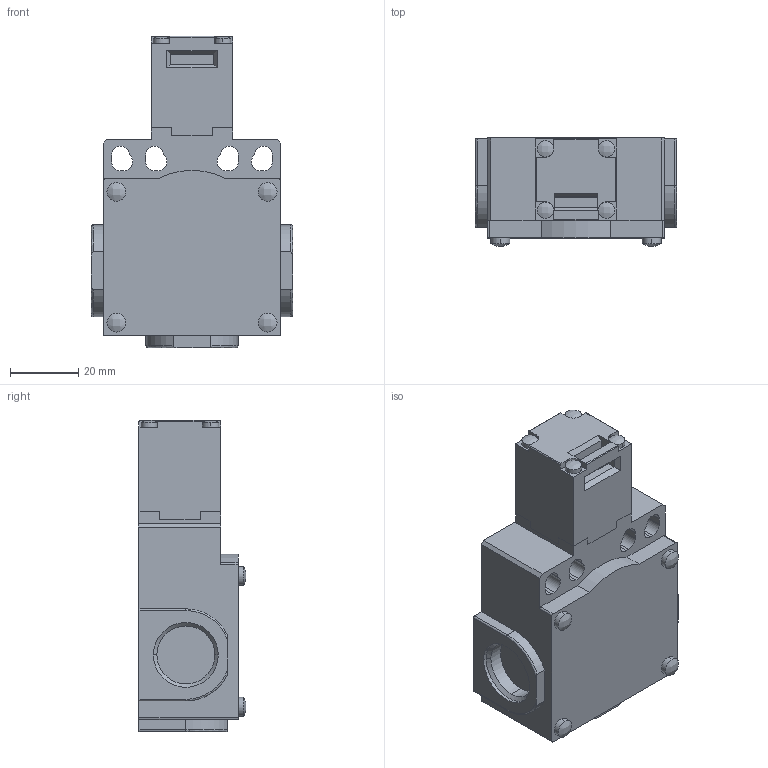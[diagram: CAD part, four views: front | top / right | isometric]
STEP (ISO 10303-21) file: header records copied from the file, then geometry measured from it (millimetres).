
FILE_DESCRIPTION (( 'STEP AP214' ), '1' );
FILE_NAME ('SDM2K20X11.step', '2017-12-19T21:44:21', ( '' ), ( '' ), 'SwSTEP 2.0', 'SolidWorks 2017', '' );
FILE_SCHEMA (( 'AUTOMOTIVE_DESIGN' ));
Length unit declared in the file: inch
Products named in the file (1): SDM2K20X11
Bounding box: 59 x 31.6 x 91.3 mm (x, y, z)
Volume: 99084.4 mm3; surface area: 21595.4 mm2
Topology: 2 solids, 2 shells, 198 faces, 530 edges, 348 vertices
Faces by surface type: plane 105, cylinder 73, bspline 14, cone 6
Entity records: 6445 total; most frequent: CARTESIAN_POINT 1359, ORIENTED_EDGE 1060, DIRECTION 1040, EDGE_CURVE 530, VECTOR 366, LINE 366, VERTEX_POINT 348, AXIS2_PLACEMENT_3D 337
